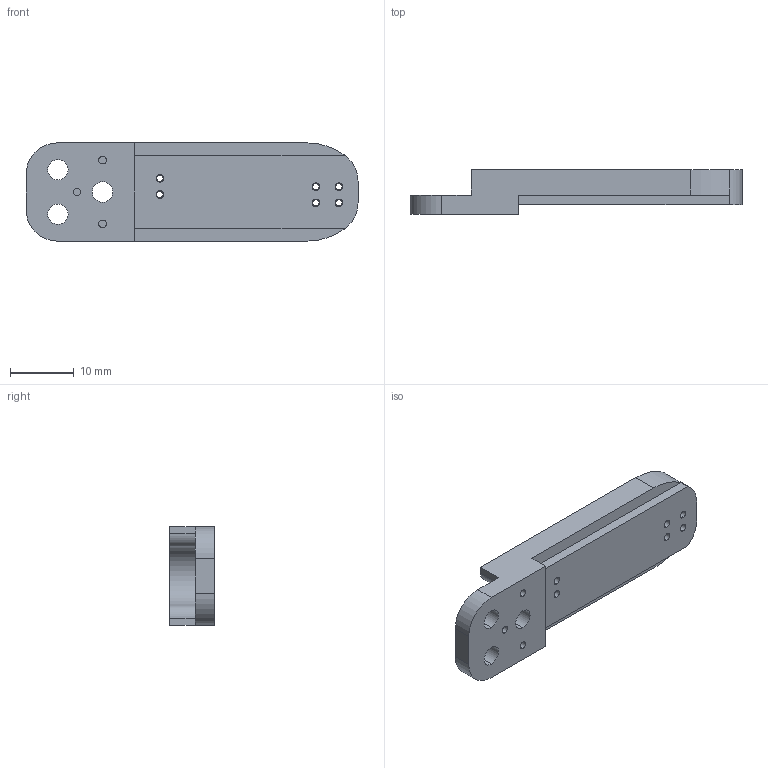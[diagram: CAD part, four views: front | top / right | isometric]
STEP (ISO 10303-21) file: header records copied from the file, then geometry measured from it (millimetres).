
FILE_DESCRIPTION (( 'STEP AP203' ), '1' );
FILE_NAME ('test_pin.STEP', '2023-04-20T05:19:55', ( '' ), ( '' ), 'SwSTEP 2.0', 'SolidWorks 2022', '' );
FILE_SCHEMA (( 'CONFIG_CONTROL_DESIGN' ));
Length unit declared in the file: millimetre
Products named in the file (1): test_pin
Bounding box: 52.05 x 7 x 15.4 mm (x, y, z)
Volume: 3541.4 mm3; surface area: 2460.6 mm2
Topology: 1 solids, 1 shells, 72 faces, 181 edges, 120 vertices
Faces by surface type: cylinder 48, plane 24
Entity records: 2318 total; most frequent: DIRECTION 423, CARTESIAN_POINT 374, ORIENTED_EDGE 362, EDGE_CURVE 181, AXIS2_PLACEMENT_3D 169, VERTEX_POINT 120, EDGE_LOOP 99, CIRCLE 96
